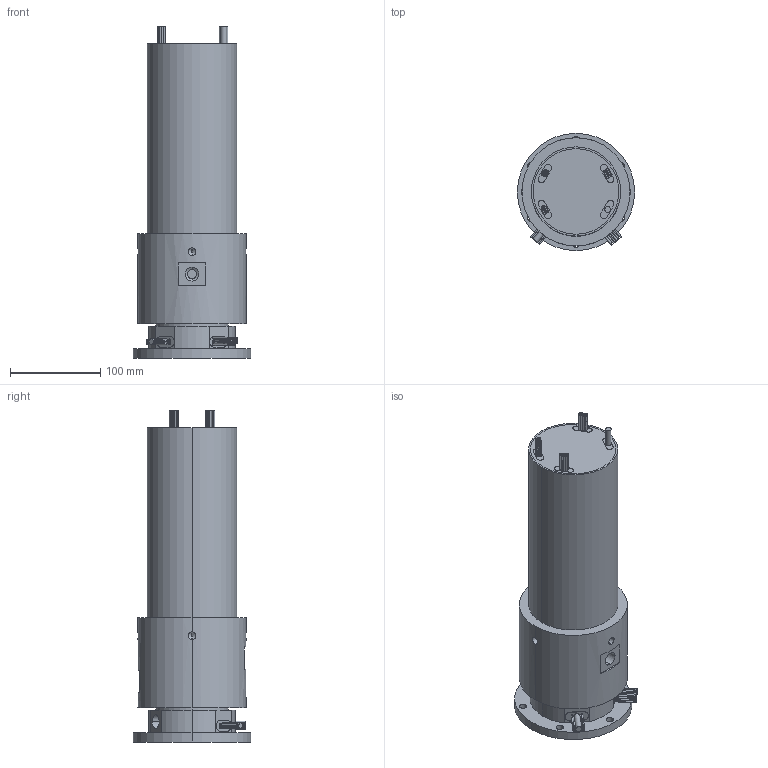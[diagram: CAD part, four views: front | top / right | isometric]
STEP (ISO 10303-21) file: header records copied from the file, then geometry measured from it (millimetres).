
FILE_DESCRIPTION (( 'STEP AP203' ), '1' );
FILE_NAME ('DPEH200-04-P2310-P2005-1E(RB004)(3D）.STEP', '2021-01-29T09:11:09', ( '微软用户' ), ( '微软中国' ), 'SwSTEP 2.0', 'SolidWorks 2014', '' );
FILE_SCHEMA (( 'CONFIG_CONTROL_DESIGN' ));
Length unit declared in the file: millimetre
Products named in the file (1): DPEH200-04-P2310-P2005-1E(RB004)(3D）
Bounding box: 130 x 130 x 368.5 mm (x, y, z)
Volume: 3056656.2 mm3; surface area: 183546.6 mm2
Topology: 1 solids, 1 shells, 386 faces, 827 edges, 531 vertices
Faces by surface type: cylinder 241, plane 121, cone 24
Entity records: 10860 total; most frequent: DIRECTION 2053, CARTESIAN_POINT 1991, ORIENTED_EDGE 1618, AXIS2_PLACEMENT_3D 865, EDGE_CURVE 809, VERTEX_POINT 531, EDGE_LOOP 504, CIRCLE 478
